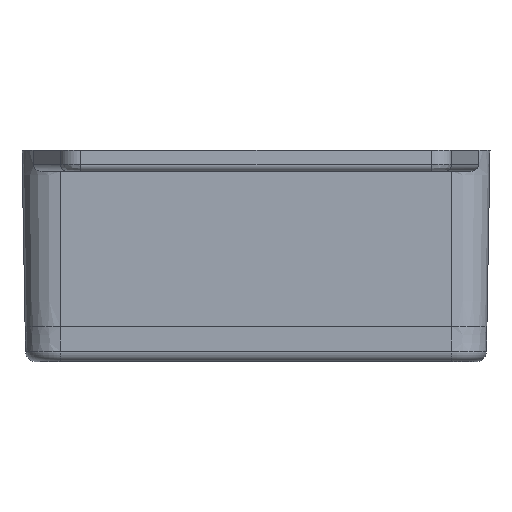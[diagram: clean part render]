
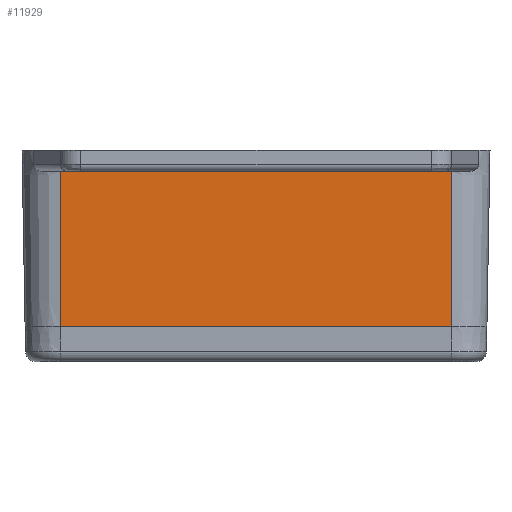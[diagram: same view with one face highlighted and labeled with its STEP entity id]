
A CAD part, front view. The second image highlights one B-rep face of the part: STEP entity #11929.
In plain terms, the highlighted planar face has unit normal (0, -1, -0.018).
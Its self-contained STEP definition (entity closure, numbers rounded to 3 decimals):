
#19 = DIRECTION ( 'NONE',  ( 1., 0., 0. ) ) ;
#950 = CARTESIAN_POINT ( 'NONE',  ( -391.326, 2139.189, -1. ) ) ;
#1167 = VECTOR ( 'NONE', #21655, 1000. ) ;
#1472 = VERTEX_POINT ( 'NONE', #8781 ) ;
#2283 = ORIENTED_EDGE ( 'NONE', *, *, #11450, .T. ) ;
#2903 = FACE_OUTER_BOUND ( 'NONE', #5629, .T. ) ;
#3559 = DIRECTION ( 'NONE',  ( 0., 0.017, -1. ) ) ;
#4250 = AXIS2_PLACEMENT_3D ( 'NONE', #22019, #10937, #23871 ) ;
#5542 = ORIENTED_EDGE ( 'NONE', *, *, #10077, .F. ) ;
#5629 = EDGE_LOOP ( 'NONE', ( #2283, #5542, #6300, #21638 ) ) ;
#6085 = LINE ( 'NONE', #23846, #10401 ) ;
#6114 = LINE ( 'NONE', #8723, #1167 ) ;
#6300 = ORIENTED_EDGE ( 'NONE', *, *, #16969, .T. ) ;
#7508 = DIRECTION ( 'NONE',  ( 0., -0.017, 1. ) ) ;
#8723 = CARTESIAN_POINT ( 'NONE',  ( -391.326, 2138.805, 21. ) ) ;
#8781 = CARTESIAN_POINT ( 'NONE',  ( -391.326, 2138.805, 21. ) ) ;
#8810 = LINE ( 'NONE', #11189, #18643 ) ;
#8879 = CARTESIAN_POINT ( 'NONE',  ( -335.826, 2138.805, 21. ) ) ;
#10077 = EDGE_CURVE ( 'NONE', #14129, #20352, #6085, .T. ) ;
#10401 = VECTOR ( 'NONE', #3559, 1000. ) ;
#10937 = DIRECTION ( 'NONE',  ( 0., -1., -0.017 ) ) ;
#11189 = CARTESIAN_POINT ( 'NONE',  ( -363.576, 2139.189, -1. ) ) ;
#11450 = EDGE_CURVE ( 'NONE', #20374, #20352, #8810, .T. ) ;
#11929 = ADVANCED_FACE ( 'NONE', ( #2903 ), #14540, .T. ) ;
#12391 = EDGE_CURVE ( 'NONE', #20374, #1472, #13247, .T. ) ;
#13247 = LINE ( 'NONE', #14913, #23123 ) ;
#14129 = VERTEX_POINT ( 'NONE', #8879 ) ;
#14540 = PLANE ( 'NONE',  #4250 ) ;
#14913 = CARTESIAN_POINT ( 'NONE',  ( -391.326, -6570.906, 499000. ) ) ;
#16969 = EDGE_CURVE ( 'NONE', #14129, #1472, #6114, .T. ) ;
#18643 = VECTOR ( 'NONE', #19, 1000. ) ;
#20352 = VERTEX_POINT ( 'NONE', #23052 ) ;
#20374 = VERTEX_POINT ( 'NONE', #950 ) ;
#21638 = ORIENTED_EDGE ( 'NONE', *, *, #12391, .F. ) ;
#21655 = DIRECTION ( 'NONE',  ( -1., 0., 0. ) ) ;
#22019 = CARTESIAN_POINT ( 'NONE',  ( -391.326, 2139.189, -1. ) ) ;
#23052 = CARTESIAN_POINT ( 'NONE',  ( -335.826, 2139.189, -1. ) ) ;
#23123 = VECTOR ( 'NONE', #7508, 1000. ) ;
#23846 = CARTESIAN_POINT ( 'NONE',  ( -335.826, -6570.906, 499000. ) ) ;
#23871 = DIRECTION ( 'NONE',  ( 0., 0.017, -1. ) ) ;
